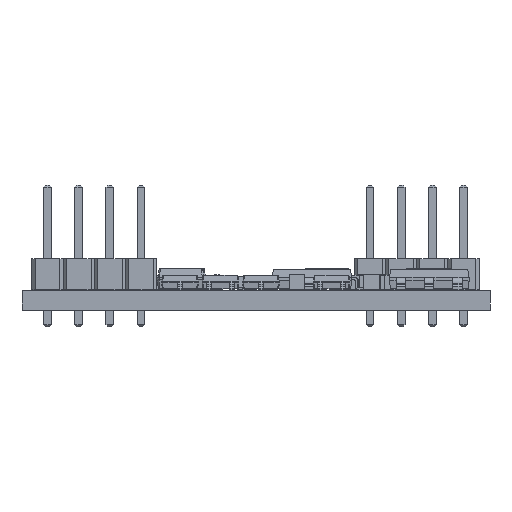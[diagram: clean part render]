
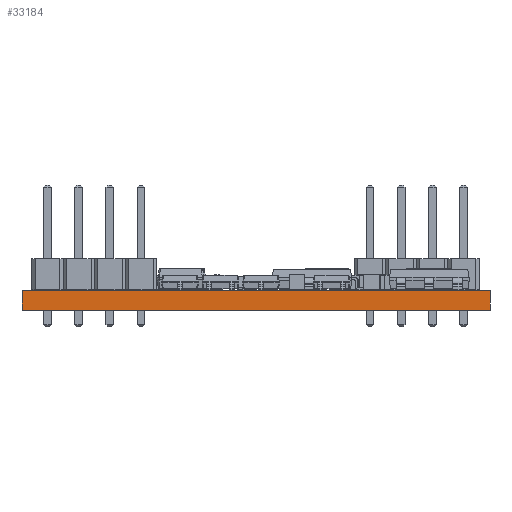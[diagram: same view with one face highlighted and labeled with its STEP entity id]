
A CAD part, left-side view. The second image highlights one B-rep face of the part: STEP entity #33184.
In plain terms, the highlighted planar face has unit normal (-1, 0, 0).
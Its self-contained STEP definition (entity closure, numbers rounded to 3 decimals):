
#32400 = EDGE_CURVE('',#32401,#32403,#32405,.T.);
#32401 = VERTEX_POINT('',#32402);
#32402 = CARTESIAN_POINT('',(99.339,-54.817,0.));
#32403 = VERTEX_POINT('',#32404);
#32404 = CARTESIAN_POINT('',(99.339,-54.817,1.6));
#32405 = LINE('',#32406,#32407);
#32406 = CARTESIAN_POINT('',(99.339,-54.817,0.));
#32407 = VECTOR('',#32408,1.);
#32408 = DIRECTION('',(0.,0.,1.));
#32464 = EDGE_CURVE('',#32465,#32401,#32467,.T.);
#32465 = VERTEX_POINT('',#32466);
#32466 = CARTESIAN_POINT('',(99.339,-92.964,0.));
#32467 = LINE('',#32468,#32469);
#32468 = CARTESIAN_POINT('',(99.339,-92.964,0.));
#32469 = VECTOR('',#32470,1.);
#32470 = DIRECTION('',(0.,1.,0.));
#32827 = EDGE_CURVE('',#32828,#32403,#32830,.T.);
#32828 = VERTEX_POINT('',#32829);
#32829 = CARTESIAN_POINT('',(99.339,-92.964,1.6));
#32830 = LINE('',#32831,#32832);
#32831 = CARTESIAN_POINT('',(99.339,-92.964,1.6));
#32832 = VECTOR('',#32833,1.);
#32833 = DIRECTION('',(0.,1.,0.));
#33184 = ADVANCED_FACE('',(#33185),#33196,.T.);
#33185 = FACE_BOUND('',#33186,.T.);
#33186 = EDGE_LOOP('',(#33187,#33193,#33194,#33195));
#33187 = ORIENTED_EDGE('',*,*,#33188,.T.);
#33188 = EDGE_CURVE('',#32465,#32828,#33189,.T.);
#33189 = LINE('',#33190,#33191);
#33190 = CARTESIAN_POINT('',(99.339,-92.964,0.));
#33191 = VECTOR('',#33192,1.);
#33192 = DIRECTION('',(0.,0.,1.));
#33193 = ORIENTED_EDGE('',*,*,#32827,.T.);
#33194 = ORIENTED_EDGE('',*,*,#32400,.F.);
#33195 = ORIENTED_EDGE('',*,*,#32464,.F.);
#33196 = PLANE('',#33197);
#33197 = AXIS2_PLACEMENT_3D('',#33198,#33199,#33200);
#33198 = CARTESIAN_POINT('',(99.339,-92.964,0.));
#33199 = DIRECTION('',(-1.,0.,0.));
#33200 = DIRECTION('',(0.,1.,0.));
